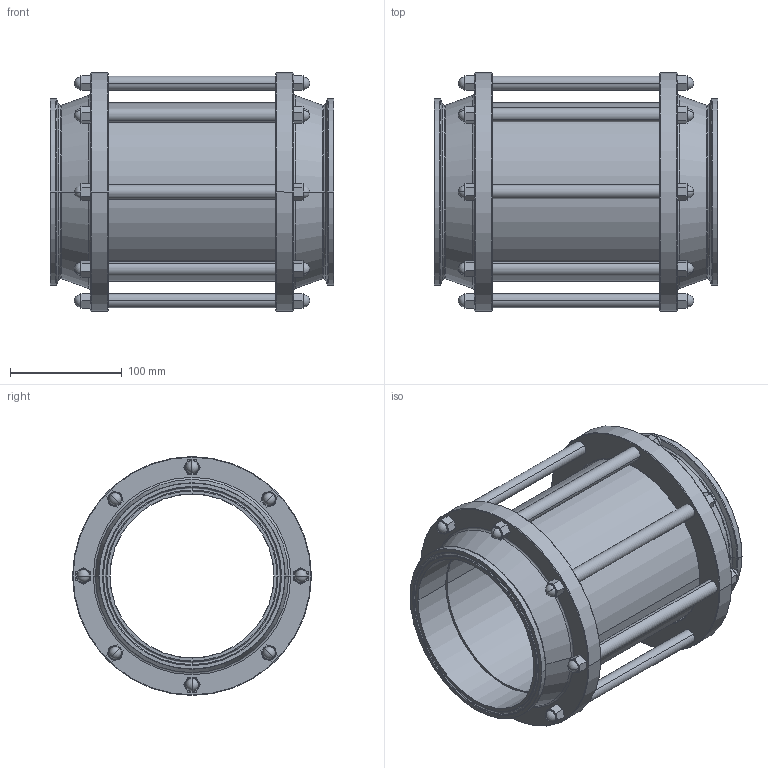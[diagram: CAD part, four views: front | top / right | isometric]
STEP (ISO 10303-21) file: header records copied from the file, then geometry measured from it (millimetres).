
FILE_DESCRIPTION (( 'STEP AP214' ), '1' );
FILE_NAME ('SG.FV.600.STEP', '2020-03-30T14:06:26', ( '' ), ( '' ), 'SwSTEP 2.0', 'SolidWorks 2019', '' );
FILE_SCHEMA (( 'AUTOMOTIVE_DESIGN' ));
Length unit declared in the file: millimetre
Products named in the file (1): SG.FV.600
Bounding box: 254 x 214 x 214 mm (x, y, z)
Volume: 1534222.5 mm3; surface area: 419300.7 mm2
Topology: 2 solids, 2 shells, 308 faces, 764 edges, 484 vertices
Faces by surface type: plane 140, cylinder 68, torus 36, cone 32, sphere 32
Entity records: 8897 total; most frequent: DIRECTION 1630, CARTESIAN_POINT 1461, ORIENTED_EDGE 1400, EDGE_CURVE 700, AXIS2_PLACEMENT_3D 621, VERTEX_POINT 452, LINE 388, VECTOR 388
